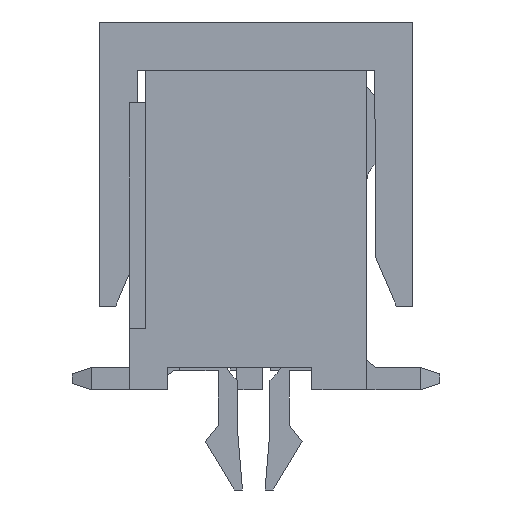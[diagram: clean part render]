
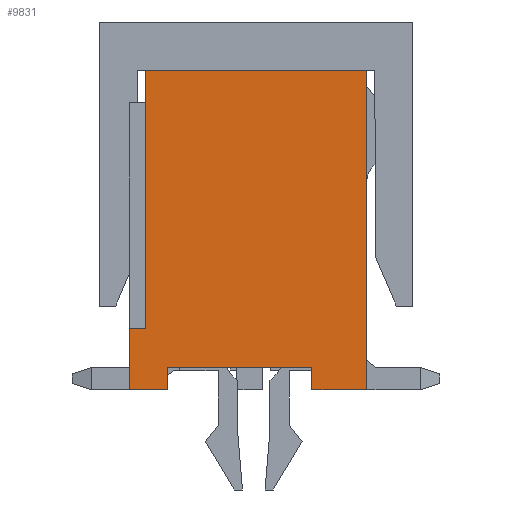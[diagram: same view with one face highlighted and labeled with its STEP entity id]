
A CAD part, left-side view. The second image highlights one B-rep face of the part: STEP entity #9831.
In plain terms, the highlighted planar face has unit normal (-1, 0, 0).
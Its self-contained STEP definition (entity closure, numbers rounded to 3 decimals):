
#1430=ORIENTED_EDGE('',*,*,#3995,.F.);
#1431=ORIENTED_EDGE('',*,*,#3996,.T.);
#1432=ORIENTED_EDGE('',*,*,#3839,.T.);
#1433=ORIENTED_EDGE('',*,*,#3783,.T.);
#1434=ORIENTED_EDGE('',*,*,#3776,.T.);
#1435=ORIENTED_EDGE('',*,*,#3987,.T.);
#1436=ORIENTED_EDGE('',*,*,#3918,.T.);
#1437=ORIENTED_EDGE('',*,*,#3997,.F.);
#1438=ORIENTED_EDGE('',*,*,#3998,.T.);
#1439=ORIENTED_EDGE('',*,*,#3893,.T.);
#3776=EDGE_CURVE('',#5038,#5037,#6126,.T.);
#3783=EDGE_CURVE('',#5044,#5038,#6133,.T.);
#3839=EDGE_CURVE('',#5094,#5044,#6189,.T.);
#3893=EDGE_CURVE('',#5143,#5142,#6243,.T.);
#3918=EDGE_CURVE('',#5162,#5161,#6268,.T.);
#3987=EDGE_CURVE('',#5037,#5162,#6337,.T.);
#3995=EDGE_CURVE('',#5228,#5142,#6345,.T.);
#3996=EDGE_CURVE('',#5228,#5094,#6346,.T.);
#3997=EDGE_CURVE('',#5229,#5161,#6347,.T.);
#3998=EDGE_CURVE('',#5229,#5143,#6348,.T.);
#5037=VERTEX_POINT('',#14674);
#5038=VERTEX_POINT('',#14676);
#5044=VERTEX_POINT('',#14690);
#5094=VERTEX_POINT('',#14798);
#5142=VERTEX_POINT('',#14906);
#5143=VERTEX_POINT('',#14908);
#5161=VERTEX_POINT('',#14951);
#5162=VERTEX_POINT('',#14953);
#5228=VERTEX_POINT('',#15099);
#5229=VERTEX_POINT('',#15102);
#6126=LINE('',#14675,#7486);
#6133=LINE('',#14689,#7493);
#6189=LINE('',#14801,#7549);
#6243=LINE('',#14907,#7603);
#6268=LINE('',#14952,#7628);
#6337=LINE('',#15087,#7697);
#6345=LINE('',#15098,#7705);
#6346=LINE('',#15100,#7706);
#6347=LINE('',#15101,#7707);
#6348=LINE('',#15103,#7708);
#7486=VECTOR('',#11824,1000.);
#7493=VECTOR('',#11833,1000.);
#7549=VECTOR('',#11897,1000.);
#7603=VECTOR('',#11961,1000.);
#7628=VECTOR('',#11988,1000.);
#7697=VECTOR('',#12059,1000.);
#7705=VECTOR('',#12071,1000.);
#7706=VECTOR('',#12072,1000.);
#7707=VECTOR('',#12073,1000.);
#7708=VECTOR('',#12074,1000.);
#8366=EDGE_LOOP('',(#1430,#1431,#1432,#1433,#1434,#1435,#1436,#1437,#1438,
#1439));
#8884=FACE_BOUND('',#8366,.T.);
#9383=PLANE('',#10394);
#9831=ADVANCED_FACE('',(#8884),#9383,.T.);
#10394=AXIS2_PLACEMENT_3D('',#15097,#12069,#12070);
#11824=DIRECTION('',(0.,0.,1.));
#11833=DIRECTION('',(0.,-1.,0.));
#11897=DIRECTION('',(0.,0.,-1.));
#11961=DIRECTION('',(0.,-1.,0.));
#11988=DIRECTION('',(0.,0.,-1.));
#12059=DIRECTION('',(0.,1.,0.));
#12069=DIRECTION('',(-1.,0.,0.));
#12070=DIRECTION('',(0.,0.,1.));
#12071=DIRECTION('',(0.,0.,-1.));
#12072=DIRECTION('',(0.,-1.,0.));
#12073=DIRECTION('',(0.,-1.,0.));
#12074=DIRECTION('',(0.,0.,-1.));
#14674=CARTESIAN_POINT('',(-13.85,-3.43,4.95));
#14675=CARTESIAN_POINT('',(-13.85,-3.43,-4.95));
#14676=CARTESIAN_POINT('',(-13.85,-3.43,-4.95));
#14689=CARTESIAN_POINT('',(-13.85,3.43,-4.95));
#14690=CARTESIAN_POINT('',(-13.85,-1.73,-4.95));
#14798=CARTESIAN_POINT('',(-13.85,-1.73,-4.25));
#14801=CARTESIAN_POINT('',(-13.85,-1.73,-3.95));
#14906=CARTESIAN_POINT('',(-13.85,2.73,-4.95));
#14907=CARTESIAN_POINT('',(-13.85,3.43,-4.95));
#14908=CARTESIAN_POINT('',(-13.85,3.93,-4.95));
#14951=CARTESIAN_POINT('',(-13.85,3.43,-3.05));
#14952=CARTESIAN_POINT('',(-13.85,3.43,4.95));
#14953=CARTESIAN_POINT('',(-13.85,3.43,4.95));
#15087=CARTESIAN_POINT('',(-13.85,-3.43,4.95));
#15097=CARTESIAN_POINT('',(-13.85,0.,0.));
#15098=CARTESIAN_POINT('',(-13.85,2.73,-3.95));
#15099=CARTESIAN_POINT('',(-13.85,2.73,-4.25));
#15100=CARTESIAN_POINT('',(-13.85,2.73,-4.25));
#15101=CARTESIAN_POINT('',(-13.85,3.93,-3.05));
#15102=CARTESIAN_POINT('',(-13.85,3.93,-3.05));
#15103=CARTESIAN_POINT('',(-13.85,3.93,-3.05));
